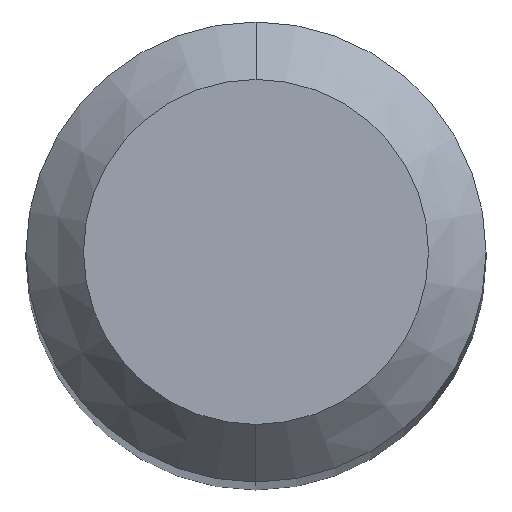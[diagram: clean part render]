
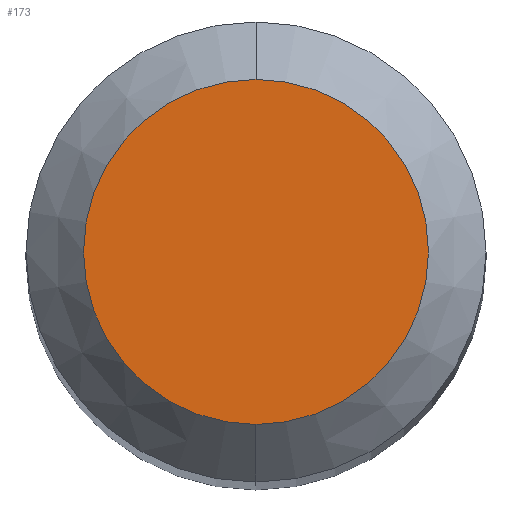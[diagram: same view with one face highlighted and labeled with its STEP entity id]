
A CAD part, top view. The second image highlights one B-rep face of the part: STEP entity #173.
In plain terms, the highlighted planar face has unit normal (0, 0, 1).
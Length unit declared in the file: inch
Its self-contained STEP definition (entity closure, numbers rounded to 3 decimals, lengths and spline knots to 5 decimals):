
#25 = CARTESIAN_POINT ( 'NONE',  ( 0., 0., 0. ) ) ;
#34 = CIRCLE ( 'NONE', #204, 0.09375 ) ;
#46 = FACE_OUTER_BOUND ( 'NONE', #372, .T. ) ;
#51 = CARTESIAN_POINT ( 'NONE',  ( 0., -0.09375, 0. ) ) ;
#82 = CARTESIAN_POINT ( 'NONE',  ( 0., 0.09375, 0. ) ) ;
#112 = VERTEX_POINT ( 'NONE', #115 ) ;
#115 = CARTESIAN_POINT ( 'NONE',  ( 0., 0.09375, 0. ) ) ;
#123 = EDGE_CURVE ( 'NONE', #390, #112, #233, .T. ) ;
#173 = ADVANCED_FACE ( 'NONE', ( #46 ), #265, .F. ) ;
#204 = AXIS2_PLACEMENT_3D ( 'NONE', #25, #408, #382 ) ;
#217 = ORIENTED_EDGE ( 'NONE', *, *, #123, .T. ) ;
#233 = CIRCLE ( 'NONE', #413, 0.09375 ) ;
#239 = EDGE_CURVE ( 'NONE', #112, #390, #34, .T. ) ;
#265 = PLANE ( 'NONE',  #266 ) ;
#266 = AXIS2_PLACEMENT_3D ( 'NONE', #82, #373, #338 ) ;
#295 = CARTESIAN_POINT ( 'NONE',  ( 0., 0., 0. ) ) ;
#298 = DIRECTION ( 'NONE',  ( 0., -1., 0. ) ) ;
#338 = DIRECTION ( 'NONE',  ( 0., 1., 0. ) ) ;
#340 = ORIENTED_EDGE ( 'NONE', *, *, #239, .T. ) ;
#372 = EDGE_LOOP ( 'NONE', ( #340, #217 ) ) ;
#373 = DIRECTION ( 'NONE',  ( 0., 0., -1. ) ) ;
#382 = DIRECTION ( 'NONE',  ( 0., -1., 0. ) ) ;
#390 = VERTEX_POINT ( 'NONE', #51 ) ;
#397 = DIRECTION ( 'NONE',  ( 0., 0., 1. ) ) ;
#408 = DIRECTION ( 'NONE',  ( 0., 0., 1. ) ) ;
#413 = AXIS2_PLACEMENT_3D ( 'NONE', #295, #397, #298 ) ;
